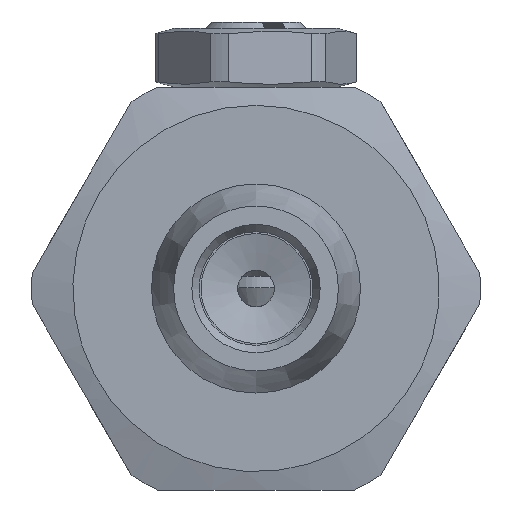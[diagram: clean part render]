
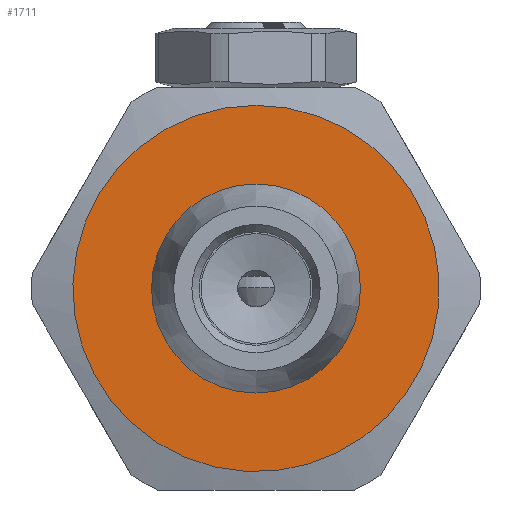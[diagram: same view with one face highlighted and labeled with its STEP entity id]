
A CAD part, left-side view. The second image highlights one B-rep face of the part: STEP entity #1711.
In plain terms, the highlighted planar face has unit normal (-1, 0, 0).
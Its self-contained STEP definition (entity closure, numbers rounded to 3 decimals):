
#205=ORIENTED_EDGE('',*,*,#503,.T.);
#206=ORIENTED_EDGE('',*,*,#504,.T.);
#503=EDGE_CURVE('',#652,#652,#768,.F.);
#504=EDGE_CURVE('',#653,#653,#769,.T.);
#652=VERTEX_POINT('',#2427);
#653=VERTEX_POINT('',#2429);
#768=CIRCLE('',#1826,5.);
#769=CIRCLE('',#1827,10.);
#855=EDGE_LOOP('',(#205));
#856=EDGE_LOOP('',(#206));
#1006=FACE_BOUND('',#855,.T.);
#1007=FACE_BOUND('',#856,.T.);
#1157=PLANE('',#1825);
#1711=ADVANCED_FACE('',(#1006,#1007),#1157,.T.);
#1825=AXIS2_PLACEMENT_3D('',#2425,#2016,#2017);
#1826=AXIS2_PLACEMENT_3D('',#2426,#2018,#2019);
#1827=AXIS2_PLACEMENT_3D('',#2428,#2020,#2021);
#2016=DIRECTION('',(-1.,0.,0.));
#2017=DIRECTION('',(0.,0.,1.));
#2018=DIRECTION('',(-1.,0.,0.));
#2019=DIRECTION('',(0.,0.,1.));
#2020=DIRECTION('',(-1.,0.,0.));
#2021=DIRECTION('',(0.,0.,1.));
#2425=CARTESIAN_POINT('',(-23.5,0.,11.));
#2426=CARTESIAN_POINT('',(-23.5,0.,0.));
#2427=CARTESIAN_POINT('',(-23.5,0.,5.));
#2428=CARTESIAN_POINT('',(-23.5,0.,0.));
#2429=CARTESIAN_POINT('',(-23.5,0.,10.));
